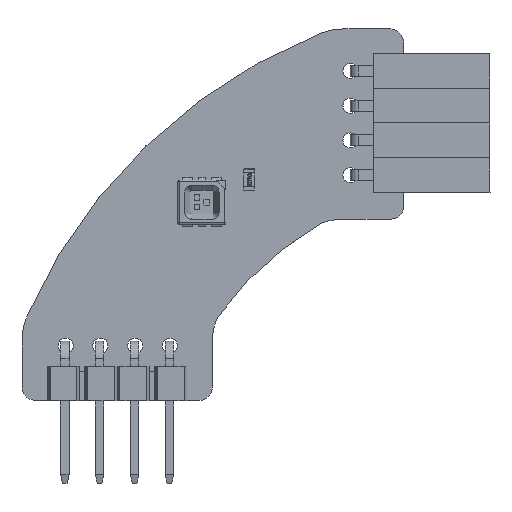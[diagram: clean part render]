
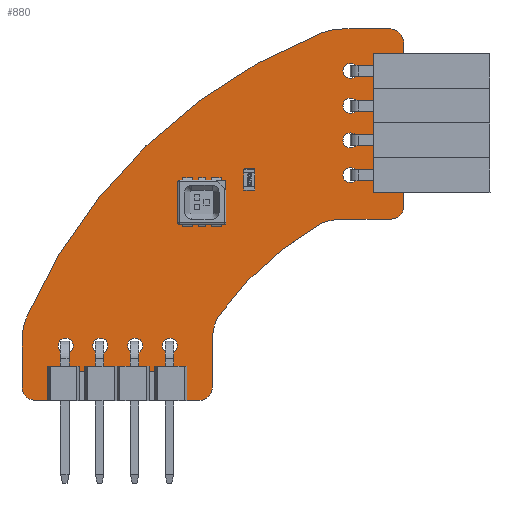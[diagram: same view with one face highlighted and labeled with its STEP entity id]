
A CAD part, top view. The second image highlights one B-rep face of the part: STEP entity #880.
In plain terms, the highlighted planar face has unit normal (0, 0, 1).
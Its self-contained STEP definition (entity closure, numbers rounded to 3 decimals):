
#59 = VERTEX_POINT('',#60);
#60 = CARTESIAN_POINT('',(0.,1.,0.));
#66 = EDGE_CURVE('',#59,#67,#69,.T.);
#67 = VERTEX_POINT('',#68);
#68 = CARTESIAN_POINT('',(1.,0.,0.));
#69 = CIRCLE('',#70,1.);
#70 = AXIS2_PLACEMENT_3D('',#71,#72,#73);
#71 = CARTESIAN_POINT('',(1.,1.,0.));
#72 = DIRECTION('',(0.,0.,1.));
#73 = DIRECTION('',(-1.,0.,0.));
#99 = EDGE_CURVE('',#67,#100,#102,.T.);
#100 = VERTEX_POINT('',#101);
#101 = CARTESIAN_POINT('',(13.,0.,0.));
#102 = LINE('',#103,#104);
#103 = CARTESIAN_POINT('',(1.,0.,0.));
#104 = VECTOR('',#105,1.);
#105 = DIRECTION('',(1.,0.,0.));
#130 = EDGE_CURVE('',#100,#131,#133,.T.);
#131 = VERTEX_POINT('',#132);
#132 = CARTESIAN_POINT('',(13.9,1.,0.));
#133 = CIRCLE('',#134,0.952);
#134 = AXIS2_PLACEMENT_3D('',#135,#136,#137);
#135 = CARTESIAN_POINT('',(12.949,0.951,0.));
#136 = DIRECTION('',(0.,0.,1.));
#137 = DIRECTION('',(0.053,-0.999,0.));
#163 = EDGE_CURVE('',#131,#164,#166,.T.);
#164 = VERTEX_POINT('',#165);
#165 = CARTESIAN_POINT('',(13.9,4.25,0.));
#166 = LINE('',#167,#168);
#167 = CARTESIAN_POINT('',(13.9,1.,0.));
#168 = VECTOR('',#169,1.);
#169 = DIRECTION('',(0.,1.,0.));
#194 = EDGE_CURVE('',#164,#195,#197,.T.);
#195 = VERTEX_POINT('',#196);
#196 = CARTESIAN_POINT('',(14.25,6.,0.));
#197 = CIRCLE('',#198,4.031);
#198 = AXIS2_PLACEMENT_3D('',#199,#200,#201);
#199 = CARTESIAN_POINT('',(17.929,4.354,0.));
#200 = DIRECTION('',(0.,0.,-1.));
#201 = DIRECTION('',(-1.,-0.026,0.));
#227 = EDGE_CURVE('',#195,#228,#230,.T.);
#228 = VERTEX_POINT('',#229);
#229 = CARTESIAN_POINT('',(21.917,12.954,0.));
#230 = CIRCLE('',#231,22.779);
#231 = AXIS2_PLACEMENT_3D('',#232,#233,#234);
#232 = CARTESIAN_POINT('',(32.987,-6.955,0.));
#233 = DIRECTION('',(0.,0.,-1.));
#234 = DIRECTION('',(-0.823,0.569,0.));
#260 = EDGE_CURVE('',#228,#261,#263,.T.);
#261 = VERTEX_POINT('',#262);
#262 = CARTESIAN_POINT('',(23.5,13.25,0.));
#263 = CIRCLE('',#264,4.462);
#264 = AXIS2_PLACEMENT_3D('',#265,#266,#267);
#265 = CARTESIAN_POINT('',(23.515,8.788,0.));
#266 = DIRECTION('',(0.,0.,-1.));
#267 = DIRECTION('',(-0.358,0.934,0.));
#293 = EDGE_CURVE('',#261,#294,#296,.T.);
#294 = VERTEX_POINT('',#295);
#295 = CARTESIAN_POINT('',(27.,13.25,0.));
#296 = LINE('',#297,#298);
#297 = CARTESIAN_POINT('',(23.5,13.25,0.));
#298 = VECTOR('',#299,1.);
#299 = DIRECTION('',(1.,0.,0.));
#324 = EDGE_CURVE('',#294,#325,#327,.T.);
#325 = VERTEX_POINT('',#326);
#326 = CARTESIAN_POINT('',(27.9,14.25,0.));
#327 = CIRCLE('',#328,0.952);
#328 = AXIS2_PLACEMENT_3D('',#329,#330,#331);
#329 = CARTESIAN_POINT('',(26.949,14.201,0.));
#330 = DIRECTION('',(0.,0.,1.));
#331 = DIRECTION('',(0.053,-0.999,0.));
#357 = EDGE_CURVE('',#325,#358,#360,.T.);
#358 = VERTEX_POINT('',#359);
#359 = CARTESIAN_POINT('',(27.9,26.,0.));
#360 = LINE('',#361,#362);
#361 = CARTESIAN_POINT('',(27.9,14.25,0.));
#362 = VECTOR('',#363,1.);
#363 = DIRECTION('',(0.,1.,0.));
#388 = EDGE_CURVE('',#358,#389,#391,.T.);
#389 = VERTEX_POINT('',#390);
#390 = CARTESIAN_POINT('',(26.95,27.147,0.));
#391 = CIRCLE('',#392,1.053);
#392 = AXIS2_PLACEMENT_3D('',#393,#394,#395);
#393 = CARTESIAN_POINT('',(26.852,26.099,0.));
#394 = DIRECTION('',(0.,0.,1.));
#395 = DIRECTION('',(0.996,-0.094,0.));
#421 = EDGE_CURVE('',#389,#422,#424,.T.);
#422 = VERTEX_POINT('',#423);
#423 = CARTESIAN_POINT('',(23.45,27.147,0.));
#424 = LINE('',#425,#426);
#425 = CARTESIAN_POINT('',(26.95,27.147,0.));
#426 = VECTOR('',#427,1.);
#427 = DIRECTION('',(-1.,0.,0.));
#452 = EDGE_CURVE('',#422,#453,#455,.T.);
#453 = VERTEX_POINT('',#454);
#454 = CARTESIAN_POINT('',(21.867,26.851,0.));
#455 = CIRCLE('',#456,4.462);
#456 = AXIS2_PLACEMENT_3D('',#457,#458,#459);
#457 = CARTESIAN_POINT('',(23.465,22.685,0.));
#458 = DIRECTION('',(0.,0.,1.));
#459 = DIRECTION('',(-0.003,1.,0.));
#485 = EDGE_CURVE('',#453,#486,#488,.T.);
#486 = VERTEX_POINT('',#487);
#487 = CARTESIAN_POINT('',(0.35,6.1,0.));
#488 = CIRCLE('',#489,39.341);
#489 = AXIS2_PLACEMENT_3D('',#490,#491,#492);
#490 = CARTESIAN_POINT('',(36.37,-9.719,0.));
#491 = DIRECTION('',(0.,0.,1.));
#492 = DIRECTION('',(-0.369,0.93,0.));
#518 = EDGE_CURVE('',#486,#519,#521,.T.);
#519 = VERTEX_POINT('',#520);
#520 = CARTESIAN_POINT('',(0.,4.35,0.)
  );
#521 = CIRCLE('',#522,4.03);
#522 = AXIS2_PLACEMENT_3D('',#523,#524,#525);
#523 = CARTESIAN_POINT('',(4.029,4.454,0.));
#524 = DIRECTION('',(0.,0.,1.));
#525 = DIRECTION('',(-0.913,0.408,0.));
#551 = EDGE_CURVE('',#519,#59,#552,.T.);
#552 = LINE('',#553,#554);
#553 = CARTESIAN_POINT('',(0.,4.35,0.));
#554 = VECTOR('',#555,1.);
#555 = DIRECTION('',(0.,-1.,0.));
#575 = VERTEX_POINT('',#576);
#576 = CARTESIAN_POINT('',(8.82,4.,0.));
#582 = EDGE_CURVE('',#575,#575,#583,.T.);
#583 = CIRCLE('',#584,0.55);
#584 = AXIS2_PLACEMENT_3D('',#585,#586,#587);
#585 = CARTESIAN_POINT('',(8.27,4.,0.));
#586 = DIRECTION('',(0.,0.,1.));
#587 = DIRECTION('',(1.,0.,0.));
#608 = VERTEX_POINT('',#609);
#609 = CARTESIAN_POINT('',(11.36,4.,0.));
#615 = EDGE_CURVE('',#608,#608,#616,.T.);
#616 = CIRCLE('',#617,0.55);
#617 = AXIS2_PLACEMENT_3D('',#618,#619,#620);
#618 = CARTESIAN_POINT('',(10.81,4.,0.));
#619 = DIRECTION('',(0.,0.,1.));
#620 = DIRECTION('',(1.,0.,0.));
#641 = VERTEX_POINT('',#642);
#642 = CARTESIAN_POINT('',(3.74,4.,0.));
#648 = EDGE_CURVE('',#641,#641,#649,.T.);
#649 = CIRCLE('',#650,0.55);
#650 = AXIS2_PLACEMENT_3D('',#651,#652,#653);
#651 = CARTESIAN_POINT('',(3.19,4.,0.));
#652 = DIRECTION('',(0.,0.,1.));
#653 = DIRECTION('',(1.,0.,0.));
#674 = VERTEX_POINT('',#675);
#675 = CARTESIAN_POINT('',(6.28,4.,0.));
#681 = EDGE_CURVE('',#674,#674,#682,.T.);
#682 = CIRCLE('',#683,0.55);
#683 = AXIS2_PLACEMENT_3D('',#684,#685,#686);
#684 = CARTESIAN_POINT('',(5.73,4.,0.));
#685 = DIRECTION('',(0.,0.,1.));
#686 = DIRECTION('',(1.,0.,0.));
#707 = VERTEX_POINT('',#708);
#708 = CARTESIAN_POINT('',(24.55,19.,0.));
#714 = EDGE_CURVE('',#707,#707,#715,.T.);
#715 = CIRCLE('',#716,0.55);
#716 = AXIS2_PLACEMENT_3D('',#717,#718,#719);
#717 = CARTESIAN_POINT('',(24.,19.,0.));
#718 = DIRECTION('',(0.,0.,1.));
#719 = DIRECTION('',(1.,0.,0.));
#740 = VERTEX_POINT('',#741);
#741 = CARTESIAN_POINT('',(24.55,16.46,0.));
#747 = EDGE_CURVE('',#740,#740,#748,.T.);
#748 = CIRCLE('',#749,0.55);
#749 = AXIS2_PLACEMENT_3D('',#750,#751,#752);
#750 = CARTESIAN_POINT('',(24.,16.46,0.));
#751 = DIRECTION('',(0.,0.,1.));
#752 = DIRECTION('',(1.,0.,0.));
#773 = VERTEX_POINT('',#774);
#774 = CARTESIAN_POINT('',(24.55,24.08,0.));
#780 = EDGE_CURVE('',#773,#773,#781,.T.);
#781 = CIRCLE('',#782,0.55);
#782 = AXIS2_PLACEMENT_3D('',#783,#784,#785);
#783 = CARTESIAN_POINT('',(24.,24.08,0.));
#784 = DIRECTION('',(0.,0.,1.));
#785 = DIRECTION('',(1.,0.,0.));
#806 = VERTEX_POINT('',#807);
#807 = CARTESIAN_POINT('',(24.55,21.54,0.));
#813 = EDGE_CURVE('',#806,#806,#814,.T.);
#814 = CIRCLE('',#815,0.55);
#815 = AXIS2_PLACEMENT_3D('',#816,#817,#818);
#816 = CARTESIAN_POINT('',(24.,21.54,0.));
#817 = DIRECTION('',(0.,0.,1.));
#818 = DIRECTION('',(1.,0.,0.));
#880 = ADVANCED_FACE('',(#881,#899,#902,#905,#908,#911,#914,#917,#920),
  #923,.F.);
#881 = FACE_BOUND('',#882,.T.);
#882 = EDGE_LOOP('',(#883,#884,#885,#886,#887,#888,#889,#890,#891,#892,
    #893,#894,#895,#896,#897,#898));
#883 = ORIENTED_EDGE('',*,*,#66,.T.);
#884 = ORIENTED_EDGE('',*,*,#99,.T.);
#885 = ORIENTED_EDGE('',*,*,#130,.T.);
#886 = ORIENTED_EDGE('',*,*,#163,.T.);
#887 = ORIENTED_EDGE('',*,*,#194,.T.);
#888 = ORIENTED_EDGE('',*,*,#227,.T.);
#889 = ORIENTED_EDGE('',*,*,#260,.T.);
#890 = ORIENTED_EDGE('',*,*,#293,.T.);
#891 = ORIENTED_EDGE('',*,*,#324,.T.);
#892 = ORIENTED_EDGE('',*,*,#357,.T.);
#893 = ORIENTED_EDGE('',*,*,#388,.T.);
#894 = ORIENTED_EDGE('',*,*,#421,.T.);
#895 = ORIENTED_EDGE('',*,*,#452,.T.);
#896 = ORIENTED_EDGE('',*,*,#485,.T.);
#897 = ORIENTED_EDGE('',*,*,#518,.T.);
#898 = ORIENTED_EDGE('',*,*,#551,.T.);
#899 = FACE_BOUND('',#900,.F.);
#900 = EDGE_LOOP('',(#901));
#901 = ORIENTED_EDGE('',*,*,#582,.T.);
#902 = FACE_BOUND('',#903,.F.);
#903 = EDGE_LOOP('',(#904));
#904 = ORIENTED_EDGE('',*,*,#615,.T.);
#905 = FACE_BOUND('',#906,.F.);
#906 = EDGE_LOOP('',(#907));
#907 = ORIENTED_EDGE('',*,*,#648,.T.);
#908 = FACE_BOUND('',#909,.F.);
#909 = EDGE_LOOP('',(#910));
#910 = ORIENTED_EDGE('',*,*,#681,.T.);
#911 = FACE_BOUND('',#912,.F.);
#912 = EDGE_LOOP('',(#913));
#913 = ORIENTED_EDGE('',*,*,#714,.T.);
#914 = FACE_BOUND('',#915,.F.);
#915 = EDGE_LOOP('',(#916));
#916 = ORIENTED_EDGE('',*,*,#747,.T.);
#917 = FACE_BOUND('',#918,.F.);
#918 = EDGE_LOOP('',(#919));
#919 = ORIENTED_EDGE('',*,*,#780,.T.);
#920 = FACE_BOUND('',#921,.F.);
#921 = EDGE_LOOP('',(#922));
#922 = ORIENTED_EDGE('',*,*,#813,.T.);
#923 = PLANE('',#924);
#924 = AXIS2_PLACEMENT_3D('',#925,#926,#927);
#925 = CARTESIAN_POINT('',(0.,1.,0.));
#926 = DIRECTION('',(0.,0.,-1.));
#927 = DIRECTION('',(-1.,0.,0.));
